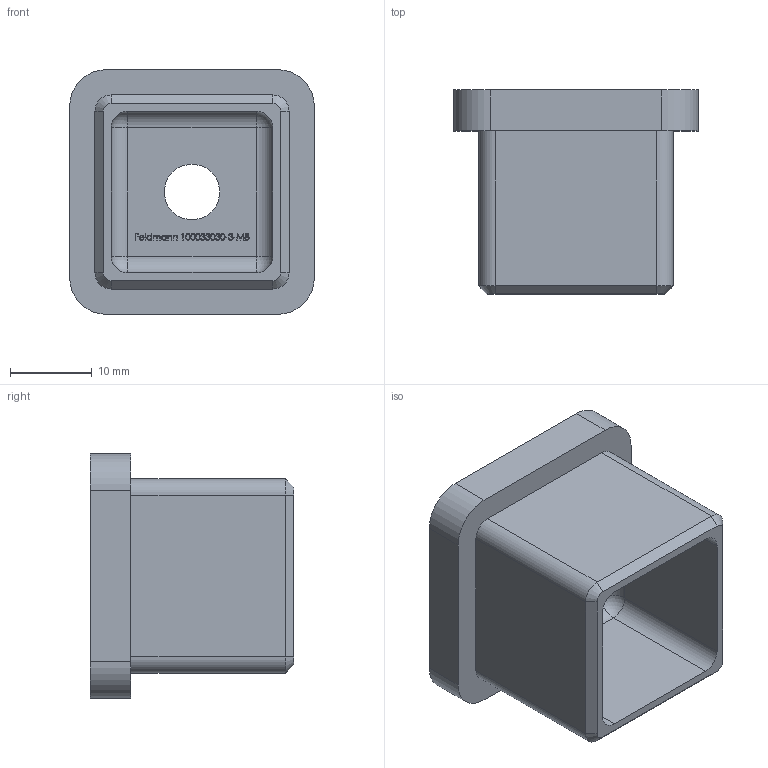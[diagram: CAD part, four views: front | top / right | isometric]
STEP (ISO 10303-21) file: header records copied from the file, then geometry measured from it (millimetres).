
FILE_DESCRIPTION (( 'STEP AP203' ), '1' );
FILE_NAME ('100033030-3-M8.STEP', '2019-12-02T10:23:24', ( '' ), ( '' ), 'SwSTEP 2.0', 'SolidWorks 2015', '' );
FILE_SCHEMA (( 'CONFIG_CONTROL_DESIGN' ));
Length unit declared in the file: millimetre
Products named in the file (2): 100033030-3-M8
Bounding box: 30 x 25 x 30 mm (x, y, z)
Volume: 8429.9 mm3; surface area: 5477.2 mm2
Topology: 1 solids, 1 shells, 337 faces, 887 edges, 582 vertices
Faces by surface type: bspline 166, plane 145, cylinder 17, cone 5, sphere 4
Full cylindrical faces by diameter (mm): 6.8 x1
Entity records: 19892 total; most frequent: CARTESIAN_POINT 12558, ORIENTED_EDGE 1760, DIRECTION 933, EDGE_CURVE 880, VERTEX_POINT 581, VECTOR 509, LINE 509, EDGE_LOOP 375
